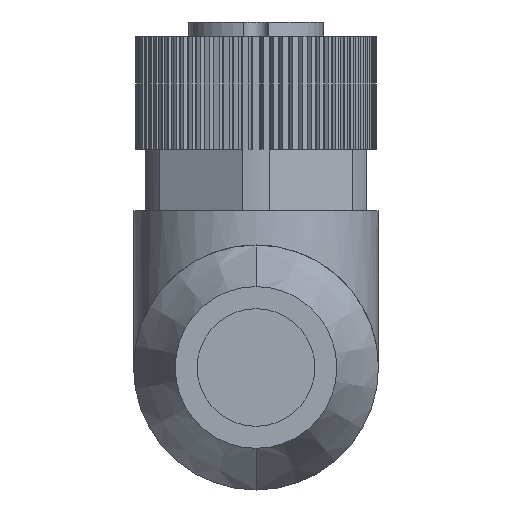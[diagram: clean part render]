
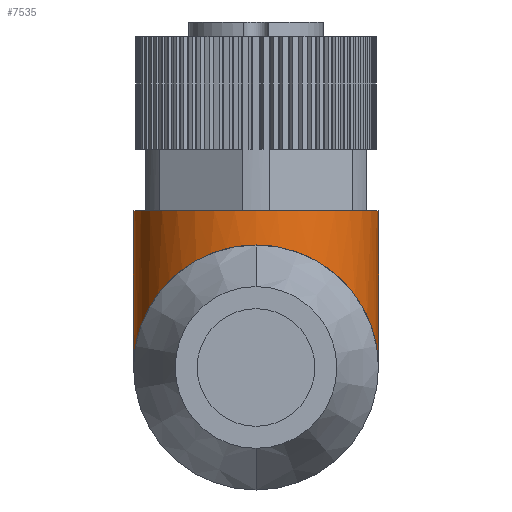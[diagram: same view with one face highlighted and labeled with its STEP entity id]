
A CAD part, front view. The second image highlights one B-rep face of the part: STEP entity #7535.
In plain terms, the highlighted cylindrical face has radius 5 mm (diameter 10 mm), a partial arc.
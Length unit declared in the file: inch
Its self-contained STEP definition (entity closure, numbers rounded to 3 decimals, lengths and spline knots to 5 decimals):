
#42 = DIRECTION ( 'NONE',  ( 1., 0., 0. ) ) ;
#821 = CYLINDRICAL_SURFACE ( 'NONE', #1050, 0.19685 ) ;
#901 = ORIENTED_EDGE ( 'NONE', *, *, #2858, .T. ) ;
#987 = EDGE_LOOP ( 'NONE', ( #6671, #3419, #5832, #901, #6193 ) ) ;
#1001 = CARTESIAN_POINT ( 'NONE',  ( 0.11531, -0.19685, -0.05512 ) ) ;
#1012 = CARTESIAN_POINT ( 'NONE',  ( -0.19685, 0., -0.25197 ) ) ;
#1050 = AXIS2_PLACEMENT_3D ( 'NONE', #9830, #4561, #42 ) ;
#1051 = CARTESIAN_POINT ( 'NONE',  ( 0.19685, -0.11531, -0.13666 ) ) ;
#1647 = VERTEX_POINT ( 'NONE', #7545 ) ;
#2023 = FACE_OUTER_BOUND ( 'NONE', #987, .T. ) ;
#2108 = CARTESIAN_POINT ( 'NONE',  ( 0.19685, 0., -0.44882 ) ) ;
#2410 = AXIS2_PLACEMENT_3D ( 'NONE', #4805, #2557, #2457 ) ;
#2445 = CARTESIAN_POINT ( 'NONE',  ( 0., -0.19685, -0.05512 ) ) ;
#2457 = DIRECTION ( 'NONE',  ( 1., 0., 0. ) ) ;
#2557 = DIRECTION ( 'NONE',  ( 0., 0., -1. ) ) ;
#2681 = VERTEX_POINT ( 'NONE', #9270 ) ;
#2858 = EDGE_CURVE ( 'NONE', #1647, #6207, #8035, .T. ) ;
#3147 = EDGE_CURVE ( 'NONE', #1647, #2681, #7278, .T. ) ;
#3269 = CARTESIAN_POINT ( 'NONE',  ( 0.19685, 0., 0. ) ) ;
#3376 = VERTEX_POINT ( 'NONE', #5376 ) ;
#3419 = ORIENTED_EDGE ( 'NONE', *, *, #7540, .F. ) ;
#3724 = DIRECTION ( 'NONE',  ( 0., 0., 1. ) ) ;
#3731 = EDGE_CURVE ( 'NONE', #9342, #3376, #7504, .T. ) ;
#3975 = EDGE_CURVE ( 'NONE', #6207, #3376, #6717, .T. ) ;
#3997 = VECTOR ( 'NONE', #6492, 39.37008 ) ;
#4561 = DIRECTION ( 'NONE',  ( 0., 0., 1. ) ) ;
#4805 = CARTESIAN_POINT ( 'NONE',  ( 0., 0., 0. ) ) ;
#5376 = CARTESIAN_POINT ( 'NONE',  ( -0.19685, 0., 0. ) ) ;
#5616 =( BOUNDED_CURVE ( )  B_SPLINE_CURVE ( 3, ( #7705, #6906, #6159, #6851 ),
 .UNSPECIFIED., .F., .T. ) 
 B_SPLINE_CURVE_WITH_KNOTS ( ( 4, 4 ),
 ( 3.14159, 4.71239 ),
 .UNSPECIFIED. ) 
 CURVE ( )  GEOMETRIC_REPRESENTATION_ITEM ( )  RATIONAL_B_SPLINE_CURVE ( ( 1., 0.805, 0.805, 1. ) ) 
 REPRESENTATION_ITEM ( '' )  );
#5832 = ORIENTED_EDGE ( 'NONE', *, *, #3147, .F. ) ;
#6159 = CARTESIAN_POINT ( 'NONE',  ( -0.19685, -0.11531, -0.13666 ) ) ;
#6193 = ORIENTED_EDGE ( 'NONE', *, *, #3975, .T. ) ;
#6207 = VERTEX_POINT ( 'NONE', #3269 ) ;
#6492 = DIRECTION ( 'NONE',  ( 0., 0., 1. ) ) ;
#6671 = ORIENTED_EDGE ( 'NONE', *, *, #3731, .F. ) ;
#6717 = CIRCLE ( 'NONE', #2410, 0.19685 ) ;
#6851 = CARTESIAN_POINT ( 'NONE',  ( -0.19685, 0., -0.25197 ) ) ;
#6906 = CARTESIAN_POINT ( 'NONE',  ( -0.11531, -0.19685, -0.05512 ) ) ;
#7278 =( BOUNDED_CURVE ( )  B_SPLINE_CURVE ( 3, ( #8563, #1051, #1001, #2445 ),
 .UNSPECIFIED., .F., .T. ) 
 B_SPLINE_CURVE_WITH_KNOTS ( ( 4, 4 ),
 ( 1.5708, 3.14159 ),
 .UNSPECIFIED. ) 
 CURVE ( )  GEOMETRIC_REPRESENTATION_ITEM ( )  RATIONAL_B_SPLINE_CURVE ( ( 1., 0.805, 0.805, 1. ) ) 
 REPRESENTATION_ITEM ( '' )  );
#7355 = VECTOR ( 'NONE', #3724, 39.37008 ) ;
#7504 = LINE ( 'NONE', #8793, #7355 ) ;
#7535 = ADVANCED_FACE ( 'NONE', ( #2023 ), #821, .T. ) ;
#7540 = EDGE_CURVE ( 'NONE', #2681, #9342, #5616, .T. ) ;
#7545 = CARTESIAN_POINT ( 'NONE',  ( 0.19685, 0., -0.25197 ) ) ;
#7705 = CARTESIAN_POINT ( 'NONE',  ( 0., -0.19685, -0.05512 ) ) ;
#8035 = LINE ( 'NONE', #2108, #3997 ) ;
#8563 = CARTESIAN_POINT ( 'NONE',  ( 0.19685, 0., -0.25197 ) ) ;
#8793 = CARTESIAN_POINT ( 'NONE',  ( -0.19685, 0., -0.44882 ) ) ;
#9270 = CARTESIAN_POINT ( 'NONE',  ( 0., -0.19685, -0.05512 ) ) ;
#9342 = VERTEX_POINT ( 'NONE', #1012 ) ;
#9830 = CARTESIAN_POINT ( 'NONE',  ( 0., 0., -0.44882 ) ) ;
